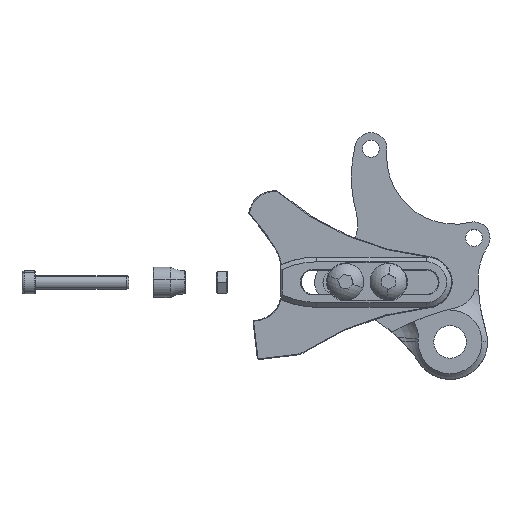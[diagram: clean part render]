
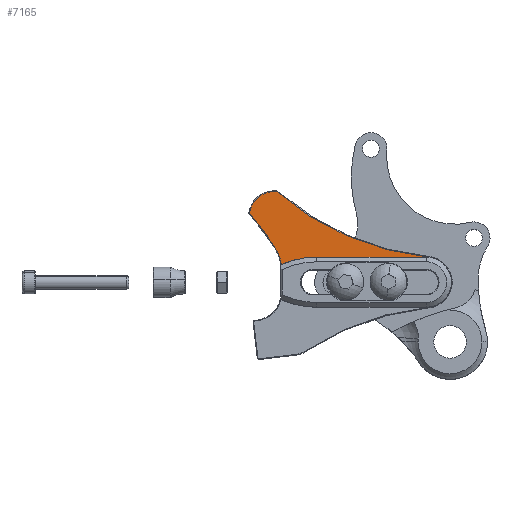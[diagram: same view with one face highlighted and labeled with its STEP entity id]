
A CAD part, top view. The second image highlights one B-rep face of the part: STEP entity #7165.
In plain terms, the highlighted planar face has unit normal (0, 0, 1).
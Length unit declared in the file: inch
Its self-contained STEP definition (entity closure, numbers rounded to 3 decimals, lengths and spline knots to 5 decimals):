
#140 = ORIENTED_EDGE ( 'NONE', *, *, #3492, .T. ) ;
#280 = VERTEX_POINT ( 'NONE', #5989 ) ;
#311 = PLANE ( 'NONE',  #6514 ) ;
#319 = CARTESIAN_POINT ( 'NONE',  ( -1.82061, -0.31041, 0.09843 ) ) ;
#355 = DIRECTION ( 'NONE',  ( 1., 0., 0. ) ) ;
#428 = ORIENTED_EDGE ( 'NONE', *, *, #3394, .T. ) ;
#476 = DIRECTION ( 'NONE',  ( 0., 0., -1. ) ) ;
#573 = CIRCLE ( 'NONE', #6207, 1.27 ) ;
#667 = EDGE_CURVE ( 'NONE', #5867, #4304, #3435, .T. ) ;
#702 = EDGE_CURVE ( 'NONE', #4121, #5291, #2563, .T. ) ;
#747 = CIRCLE ( 'NONE', #7096, 0.61 ) ;
#829 = DIRECTION ( 'NONE',  ( 0., 0., -1. ) ) ;
#930 = CARTESIAN_POINT ( 'NONE',  ( 0.12344, 0.3488, 0.09843 ) ) ;
#944 = AXIS2_PLACEMENT_3D ( 'NONE', #6865, #476, #6823 ) ;
#1095 = CIRCLE ( 'NONE', #5372, 5.01 ) ;
#1115 = CARTESIAN_POINT ( 'NONE',  ( -1.39692, 0.88683, 0.09843 ) ) ;
#1164 = DIRECTION ( 'NONE',  ( 1., 0., 0. ) ) ;
#1214 = ORIENTED_EDGE ( 'NONE', *, *, #1559, .T. ) ;
#1246 = AXIS2_PLACEMENT_3D ( 'NONE', #6624, #3162, #1449 ) ;
#1334 = VERTEX_POINT ( 'NONE', #6422 ) ;
#1449 = DIRECTION ( 'NONE',  ( 1., 0., 0. ) ) ;
#1549 = DIRECTION ( 'NONE',  ( 0., 0., 1. ) ) ;
#1559 = EDGE_CURVE ( 'NONE', #3700, #1777, #747, .T. ) ;
#1580 = CIRCLE ( 'NONE', #2526, 0.02 ) ;
#1759 = CIRCLE ( 'NONE', #4926, 0.61 ) ;
#1777 = VERTEX_POINT ( 'NONE', #6321 ) ;
#2012 = DIRECTION ( 'NONE',  ( 0., 0., 1. ) ) ;
#2183 = CARTESIAN_POINT ( 'NONE',  ( -2.11288, 1.82348, 0.09843 ) ) ;
#2188 = DIRECTION ( 'NONE',  ( 1., 0., 0. ) ) ;
#2230 = CARTESIAN_POINT ( 'NONE',  ( -2.52255, 1.08199, 0.09843 ) ) ;
#2292 = DIRECTION ( 'NONE',  ( 1., 0., 0. ) ) ;
#2526 = AXIS2_PLACEMENT_3D ( 'NONE', #4785, #4633, #1164 ) ;
#2532 = CIRCLE ( 'NONE', #4137, 0.365 ) ;
#2533 = DIRECTION ( 'NONE',  ( 1., 0., 0. ) ) ;
#2563 = CIRCLE ( 'NONE', #6861, 0.37 ) ;
#2666 = VERTEX_POINT ( 'NONE', #1115 ) ;
#2833 = LINE ( 'NONE', #2913, #4619 ) ;
#2913 = CARTESIAN_POINT ( 'NONE',  ( 0.12344, 0.3488, 0.09843 ) ) ;
#3010 = DIRECTION ( 'NONE',  ( 1., 0., 0. ) ) ;
#3050 = ORIENTED_EDGE ( 'NONE', *, *, #6701, .F. ) ;
#3126 = ORIENTED_EDGE ( 'NONE', *, *, #5443, .F. ) ;
#3162 = DIRECTION ( 'NONE',  ( 0., 0., 1. ) ) ;
#3199 = DIRECTION ( 'NONE',  ( 0., 0., 1. ) ) ;
#3206 = CARTESIAN_POINT ( 'NONE',  ( -6.79974, 0.04969, 0.09843 ) ) ;
#3227 = DIRECTION ( 'NONE',  ( 0., 0., 1. ) ) ;
#3347 = FACE_OUTER_BOUND ( 'NONE', #5386, .T. ) ;
#3394 = EDGE_CURVE ( 'NONE', #6782, #3700, #1759, .T. ) ;
#3435 = CIRCLE ( 'NONE', #1246, 0.02 ) ;
#3492 = EDGE_CURVE ( 'NONE', #1334, #280, #1580, .T. ) ;
#3657 = CARTESIAN_POINT ( 'NONE',  ( -2.52255, 1.08199, 0.09843 ) ) ;
#3700 = VERTEX_POINT ( 'NONE', #5449 ) ;
#3772 = CIRCLE ( 'NONE', #7075, 0.02 ) ;
#4066 = DIRECTION ( 'NONE',  ( -0.943, 0.334, 0. ) ) ;
#4121 = VERTEX_POINT ( 'NONE', #5337 ) ;
#4137 = AXIS2_PLACEMENT_3D ( 'NONE', #4440, #1549, #2292 ) ;
#4304 = VERTEX_POINT ( 'NONE', #2183 ) ;
#4309 = DIRECTION ( 'NONE',  ( 0., 0., 1. ) ) ;
#4440 = CARTESIAN_POINT ( 'NONE',  ( -1.78803, 1.66194, 0.09843 ) ) ;
#4619 = VECTOR ( 'NONE', #4066, 39.37008 ) ;
#4633 = DIRECTION ( 'NONE',  ( 0., 0., 1. ) ) ;
#4726 = EDGE_CURVE ( 'NONE', #4304, #6140, #3772, .T. ) ;
#4785 = CARTESIAN_POINT ( 'NONE',  ( -1.64116, 1.97412, 0.09843 ) ) ;
#4926 = AXIS2_PLACEMENT_3D ( 'NONE', #2230, #6827, #6903 ) ;
#4978 = CARTESIAN_POINT ( 'NONE',  ( -1.92958, 1.2251, 0.09843 ) ) ;
#4992 = CARTESIAN_POINT ( 'NONE',  ( 0., 0., 0.09843 ) ) ;
#5014 = EDGE_CURVE ( 'NONE', #6140, #6782, #1095, .T. ) ;
#5291 = VERTEX_POINT ( 'NONE', #930 ) ;
#5337 = CARTESIAN_POINT ( 'NONE',  ( 0.15741, 0.33485, 0.09843 ) ) ;
#5372 = AXIS2_PLACEMENT_3D ( 'NONE', #3206, #829, #5697 ) ;
#5386 = EDGE_LOOP ( 'NONE', ( #6469, #428, #1214, #3050, #3126, #5793, #6289, #140, #7460, #5444, #5896 ) ) ;
#5387 = EDGE_CURVE ( 'NONE', #280, #5867, #2532, .T. ) ;
#5443 = EDGE_CURVE ( 'NONE', #5291, #2666, #2833, .T. ) ;
#5444 = ORIENTED_EDGE ( 'NONE', *, *, #667, .T. ) ;
#5449 = CARTESIAN_POINT ( 'NONE',  ( -1.91255, 1.08199, 0.09843 ) ) ;
#5697 = DIRECTION ( 'NONE',  ( 1., 0., 0. ) ) ;
#5793 = ORIENTED_EDGE ( 'NONE', *, *, #702, .F. ) ;
#5867 = VERTEX_POINT ( 'NONE', #6638 ) ;
#5896 = ORIENTED_EDGE ( 'NONE', *, *, #4726, .T. ) ;
#5989 = CARTESIAN_POINT ( 'NONE',  ( -1.63265, 1.99222, 0.09843 ) ) ;
#6064 = EDGE_CURVE ( 'NONE', #4121, #1334, #7548, .T. ) ;
#6140 = VERTEX_POINT ( 'NONE', #7289 ) ;
#6207 = AXIS2_PLACEMENT_3D ( 'NONE', #319, #3227, #355 ) ;
#6289 = ORIENTED_EDGE ( 'NONE', *, *, #6064, .T. ) ;
#6321 = CARTESIAN_POINT ( 'NONE',  ( -1.92587, 0.95522, 0.09843 ) ) ;
#6422 = CARTESIAN_POINT ( 'NONE',  ( -1.62377, 1.98399, 0.09843 ) ) ;
#6469 = ORIENTED_EDGE ( 'NONE', *, *, #5014, .T. ) ;
#6514 = AXIS2_PLACEMENT_3D ( 'NONE', #4992, #3199, #2188 ) ;
#6519 = DIRECTION ( 'NONE',  ( 0., 0., -1. ) ) ;
#6624 = CARTESIAN_POINT ( 'NONE',  ( -2.09288, 1.82348, 0.09843 ) ) ;
#6638 = CARTESIAN_POINT ( 'NONE',  ( -2.11055, 1.83284, 0.09843 ) ) ;
#6682 = CARTESIAN_POINT ( 'NONE',  ( 0., 0., 0.09843 ) ) ;
#6701 = EDGE_CURVE ( 'NONE', #2666, #1777, #573, .T. ) ;
#6782 = VERTEX_POINT ( 'NONE', #4978 ) ;
#6823 = DIRECTION ( 'NONE',  ( 1., 0., 0. ) ) ;
#6827 = DIRECTION ( 'NONE',  ( 0., 0., -1. ) ) ;
#6861 = AXIS2_PLACEMENT_3D ( 'NONE', #6682, #2012, #2533 ) ;
#6865 = CARTESIAN_POINT ( 'NONE',  ( 1.86338, 3.96386, 0.09843 ) ) ;
#6903 = DIRECTION ( 'NONE',  ( 1., 0., 0. ) ) ;
#7075 = AXIS2_PLACEMENT_3D ( 'NONE', #7198, #4309, #7233 ) ;
#7096 = AXIS2_PLACEMENT_3D ( 'NONE', #3657, #6519, #3010 ) ;
#7165 = ADVANCED_FACE ( 'NONE', ( #3347 ), #311, .T. ) ;
#7198 = CARTESIAN_POINT ( 'NONE',  ( -2.09288, 1.82348, 0.09843 ) ) ;
#7233 = DIRECTION ( 'NONE',  ( 1., 0., 0. ) ) ;
#7289 = CARTESIAN_POINT ( 'NONE',  ( -2.11159, 1.81642, 0.09843 ) ) ;
#7460 = ORIENTED_EDGE ( 'NONE', *, *, #5387, .T. ) ;
#7548 = CIRCLE ( 'NONE', #944, 4.01 ) ;
